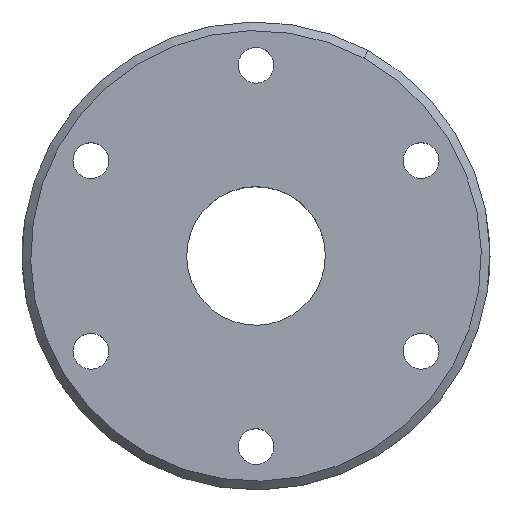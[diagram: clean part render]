
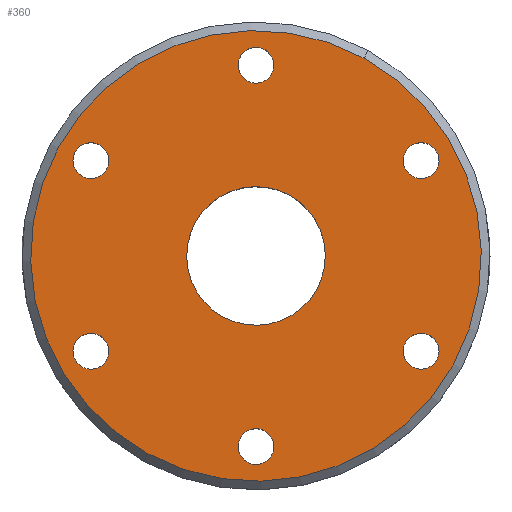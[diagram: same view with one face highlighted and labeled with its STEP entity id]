
A CAD part, top view. The second image highlights one B-rep face of the part: STEP entity #360.
In plain terms, the highlighted planar face has unit normal (0, 0, 1).
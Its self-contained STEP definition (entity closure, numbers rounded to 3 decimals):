
#198=CARTESIAN_POINT('Vertex',(12.465,22.817,8.)) ;
#201=CARTESIAN_POINT('Axis2P3D Location',(0.,0.,8.)) ;
#205=CARTESIAN_POINT('Vertex',(-12.465,-22.817,8.)) ;
#220=CARTESIAN_POINT('Axis2P3D Location',(0.,8.,8.)) ;
#225=CARTESIAN_POINT('Axis2P3D Location',(0.,0.,8.)) ;
#234=CARTESIAN_POINT('Axis2P3D Location',(0.,22.,8.)) ;
#238=CARTESIAN_POINT('Vertex',(1.814,22.991,8.)) ;
#240=CARTESIAN_POINT('Vertex',(-1.814,21.009,8.)) ;
#243=CARTESIAN_POINT('Axis2P3D Location',(0.,22.,8.)) ;
#252=CARTESIAN_POINT('Axis2P3D Location',(0.,0.,8.)) ;
#256=CARTESIAN_POINT('Vertex',(-3.835,-7.021,8.)) ;
#258=CARTESIAN_POINT('Vertex',(3.835,7.021,8.)) ;
#261=CARTESIAN_POINT('Axis2P3D Location',(0.,0.,8.)) ;
#270=CARTESIAN_POINT('Axis2P3D Location',(-19.053,11.,8.)) ;
#274=CARTESIAN_POINT('Vertex',(-19.004,13.066,8.)) ;
#276=CARTESIAN_POINT('Vertex',(-19.101,8.934,8.)) ;
#279=CARTESIAN_POINT('Axis2P3D Location',(-19.053,11.,8.)) ;
#288=CARTESIAN_POINT('Axis2P3D Location',(-19.053,-11.,8.)) ;
#292=CARTESIAN_POINT('Vertex',(-20.818,-9.925,8.)) ;
#294=CARTESIAN_POINT('Vertex',(-17.287,-12.075,8.)) ;
#297=CARTESIAN_POINT('Axis2P3D Location',(-19.053,-11.,8.)) ;
#306=CARTESIAN_POINT('Axis2P3D Location',(0.,-22.,8.)) ;
#310=CARTESIAN_POINT('Vertex',(-1.814,-22.991,8.)) ;
#312=CARTESIAN_POINT('Vertex',(1.814,-21.009,8.)) ;
#315=CARTESIAN_POINT('Axis2P3D Location',(0.,-22.,8.)) ;
#324=CARTESIAN_POINT('Axis2P3D Location',(19.053,-11.,8.)) ;
#328=CARTESIAN_POINT('Vertex',(19.004,-13.066,8.)) ;
#330=CARTESIAN_POINT('Vertex',(19.101,-8.934,8.)) ;
#333=CARTESIAN_POINT('Axis2P3D Location',(19.053,-11.,8.)) ;
#342=CARTESIAN_POINT('Axis2P3D Location',(19.053,11.,8.)) ;
#346=CARTESIAN_POINT('Vertex',(20.818,9.925,8.)) ;
#348=CARTESIAN_POINT('Vertex',(17.287,12.075,8.)) ;
#351=CARTESIAN_POINT('Axis2P3D Location',(19.053,11.,8.)) ;
#202=DIRECTION('Axis2P3D Direction',(0.,0.,-1.)) ;
#221=DIRECTION('Axis2P3D Direction',(0.,0.,-1.)) ;
#222=DIRECTION('Axis2P3D XDirection',(1.,0.,0.)) ;
#226=DIRECTION('Axis2P3D Direction',(0.,0.,-1.)) ;
#235=DIRECTION('Axis2P3D Direction',(0.,0.,-1.)) ;
#244=DIRECTION('Axis2P3D Direction',(0.,0.,-1.)) ;
#253=DIRECTION('Axis2P3D Direction',(0.,0.,-1.)) ;
#262=DIRECTION('Axis2P3D Direction',(0.,0.,-1.)) ;
#271=DIRECTION('Axis2P3D Direction',(0.,0.,-1.)) ;
#280=DIRECTION('Axis2P3D Direction',(0.,0.,-1.)) ;
#289=DIRECTION('Axis2P3D Direction',(0.,0.,-1.)) ;
#298=DIRECTION('Axis2P3D Direction',(0.,0.,-1.)) ;
#307=DIRECTION('Axis2P3D Direction',(0.,0.,-1.)) ;
#316=DIRECTION('Axis2P3D Direction',(0.,0.,-1.)) ;
#325=DIRECTION('Axis2P3D Direction',(0.,0.,-1.)) ;
#334=DIRECTION('Axis2P3D Direction',(0.,0.,-1.)) ;
#343=DIRECTION('Axis2P3D Direction',(0.,0.,-1.)) ;
#352=DIRECTION('Axis2P3D Direction',(0.,0.,-1.)) ;
#203=AXIS2_PLACEMENT_3D('Circle Axis2P3D',#201,#202,$) ;
#223=AXIS2_PLACEMENT_3D('Plane Axis2P3D',#220,#221,#222) ;
#227=AXIS2_PLACEMENT_3D('Circle Axis2P3D',#225,#226,$) ;
#236=AXIS2_PLACEMENT_3D('Circle Axis2P3D',#234,#235,$) ;
#245=AXIS2_PLACEMENT_3D('Circle Axis2P3D',#243,#244,$) ;
#254=AXIS2_PLACEMENT_3D('Circle Axis2P3D',#252,#253,$) ;
#263=AXIS2_PLACEMENT_3D('Circle Axis2P3D',#261,#262,$) ;
#272=AXIS2_PLACEMENT_3D('Circle Axis2P3D',#270,#271,$) ;
#281=AXIS2_PLACEMENT_3D('Circle Axis2P3D',#279,#280,$) ;
#290=AXIS2_PLACEMENT_3D('Circle Axis2P3D',#288,#289,$) ;
#299=AXIS2_PLACEMENT_3D('Circle Axis2P3D',#297,#298,$) ;
#308=AXIS2_PLACEMENT_3D('Circle Axis2P3D',#306,#307,$) ;
#317=AXIS2_PLACEMENT_3D('Circle Axis2P3D',#315,#316,$) ;
#326=AXIS2_PLACEMENT_3D('Circle Axis2P3D',#324,#325,$) ;
#335=AXIS2_PLACEMENT_3D('Circle Axis2P3D',#333,#334,$) ;
#344=AXIS2_PLACEMENT_3D('Circle Axis2P3D',#342,#343,$) ;
#353=AXIS2_PLACEMENT_3D('Circle Axis2P3D',#351,#352,$) ;
#231=ORIENTED_EDGE('',*,*,#207,.F.) ;
#232=ORIENTED_EDGE('',*,*,#229,.F.) ;
#249=ORIENTED_EDGE('',*,*,#242,.T.) ;
#250=ORIENTED_EDGE('',*,*,#247,.T.) ;
#267=ORIENTED_EDGE('',*,*,#260,.T.) ;
#268=ORIENTED_EDGE('',*,*,#265,.T.) ;
#285=ORIENTED_EDGE('',*,*,#278,.T.) ;
#286=ORIENTED_EDGE('',*,*,#283,.T.) ;
#303=ORIENTED_EDGE('',*,*,#296,.T.) ;
#304=ORIENTED_EDGE('',*,*,#301,.T.) ;
#321=ORIENTED_EDGE('',*,*,#314,.T.) ;
#322=ORIENTED_EDGE('',*,*,#319,.T.) ;
#339=ORIENTED_EDGE('',*,*,#332,.T.) ;
#340=ORIENTED_EDGE('',*,*,#337,.T.) ;
#357=ORIENTED_EDGE('',*,*,#350,.T.) ;
#358=ORIENTED_EDGE('',*,*,#355,.T.) ;
#251=FACE_BOUND('',#248,.T.) ;
#269=FACE_BOUND('',#266,.T.) ;
#287=FACE_BOUND('',#284,.T.) ;
#305=FACE_BOUND('',#302,.T.) ;
#323=FACE_BOUND('',#320,.T.) ;
#341=FACE_BOUND('',#338,.T.) ;
#359=FACE_BOUND('',#356,.T.) ;
#360=ADVANCED_FACE('PartBody',(#233,#251,#269,#287,#305,#323,#341,#359),#224,.F.) ;
#204=CIRCLE('generated circle',#203,26.) ;
#228=CIRCLE('generated circle',#227,26.) ;
#237=CIRCLE('generated circle',#236,2.067) ;
#246=CIRCLE('generated circle',#245,2.067) ;
#255=CIRCLE('generated circle',#254,8.) ;
#264=CIRCLE('generated circle',#263,8.) ;
#273=CIRCLE('generated circle',#272,2.067) ;
#282=CIRCLE('generated circle',#281,2.067) ;
#291=CIRCLE('generated circle',#290,2.067) ;
#300=CIRCLE('generated circle',#299,2.067) ;
#309=CIRCLE('generated circle',#308,2.067) ;
#318=CIRCLE('generated circle',#317,2.067) ;
#327=CIRCLE('generated circle',#326,2.067) ;
#336=CIRCLE('generated circle',#335,2.067) ;
#345=CIRCLE('generated circle',#344,2.067) ;
#354=CIRCLE('generated circle',#353,2.067) ;
#207=EDGE_CURVE('',#199,#206,#204,.T.) ;
#229=EDGE_CURVE('',#206,#199,#228,.T.) ;
#242=EDGE_CURVE('',#239,#241,#237,.T.) ;
#247=EDGE_CURVE('',#241,#239,#246,.T.) ;
#260=EDGE_CURVE('',#257,#259,#255,.T.) ;
#265=EDGE_CURVE('',#259,#257,#264,.T.) ;
#278=EDGE_CURVE('',#275,#277,#273,.T.) ;
#283=EDGE_CURVE('',#277,#275,#282,.T.) ;
#296=EDGE_CURVE('',#293,#295,#291,.T.) ;
#301=EDGE_CURVE('',#295,#293,#300,.T.) ;
#314=EDGE_CURVE('',#311,#313,#309,.T.) ;
#319=EDGE_CURVE('',#313,#311,#318,.T.) ;
#332=EDGE_CURVE('',#329,#331,#327,.T.) ;
#337=EDGE_CURVE('',#331,#329,#336,.T.) ;
#350=EDGE_CURVE('',#347,#349,#345,.T.) ;
#355=EDGE_CURVE('',#349,#347,#354,.T.) ;
#230=EDGE_LOOP('',(#231,#232)) ;
#248=EDGE_LOOP('',(#249,#250)) ;
#266=EDGE_LOOP('',(#267,#268)) ;
#284=EDGE_LOOP('',(#285,#286)) ;
#302=EDGE_LOOP('',(#303,#304)) ;
#320=EDGE_LOOP('',(#321,#322)) ;
#338=EDGE_LOOP('',(#339,#340)) ;
#356=EDGE_LOOP('',(#357,#358)) ;
#233=FACE_OUTER_BOUND('',#230,.T.) ;
#224=PLANE('',#223) ;
#199=VERTEX_POINT('',#198) ;
#206=VERTEX_POINT('',#205) ;
#239=VERTEX_POINT('',#238) ;
#241=VERTEX_POINT('',#240) ;
#257=VERTEX_POINT('',#256) ;
#259=VERTEX_POINT('',#258) ;
#275=VERTEX_POINT('',#274) ;
#277=VERTEX_POINT('',#276) ;
#293=VERTEX_POINT('',#292) ;
#295=VERTEX_POINT('',#294) ;
#311=VERTEX_POINT('',#310) ;
#313=VERTEX_POINT('',#312) ;
#329=VERTEX_POINT('',#328) ;
#331=VERTEX_POINT('',#330) ;
#347=VERTEX_POINT('',#346) ;
#349=VERTEX_POINT('',#348) ;
